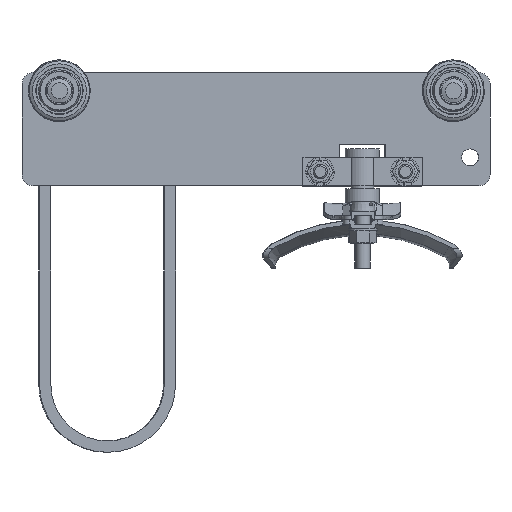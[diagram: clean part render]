
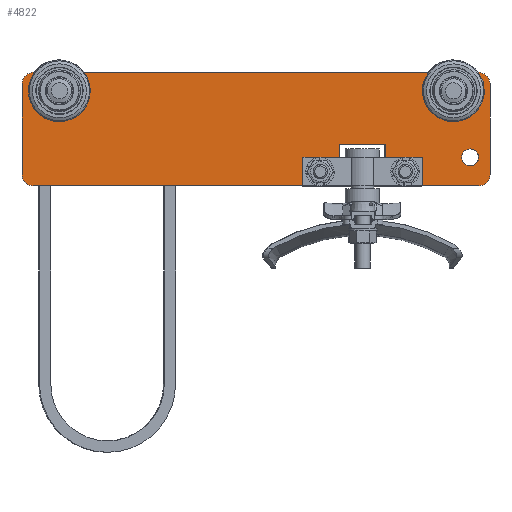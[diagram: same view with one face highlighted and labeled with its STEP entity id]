
A CAD part, front view. The second image highlights one B-rep face of the part: STEP entity #4822.
In plain terms, the highlighted face is planar.
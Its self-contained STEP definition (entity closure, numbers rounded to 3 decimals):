
#4822=ADVANCED_FACE('NONE',(#7432,#7433,#7434,#7435,#7436,#7437),#7438,.F.);
#7432=FACE_OUTER_BOUND('',#12247,.T.);
#7433=FACE_BOUND('',#12248,.T.);
#7434=FACE_BOUND('',#12249,.T.);
#7435=FACE_BOUND('',#12250,.T.);
#7436=FACE_BOUND('',#12251,.T.);
#7437=FACE_BOUND('',#12252,.T.);
#7438=PLANE('',#12253);
#12247=EDGE_LOOP('',(#21032,#21033,#21034,#21035,#21036,#21037,#21038,#21039,#21040,#21041,#21042,#21043,#21044,#21045,#21046,#21047));
#12248=EDGE_LOOP('',(#21048));
#12249=EDGE_LOOP('',(#21049));
#12250=EDGE_LOOP('',(#21050));
#12251=EDGE_LOOP('',(#21051));
#12252=EDGE_LOOP('',(#21052));
#12253=AXIS2_PLACEMENT_3D('',#21053,#21054,#21055);
#21032=ORIENTED_EDGE('',*,*,#24994,.T.);
#21033=ORIENTED_EDGE('',*,*,#24954,.T.);
#21034=ORIENTED_EDGE('',*,*,#24995,.T.);
#21035=ORIENTED_EDGE('',*,*,#24996,.T.);
#21036=ORIENTED_EDGE('',*,*,#24948,.T.);
#21037=ORIENTED_EDGE('',*,*,#24303,.T.);
#21038=ORIENTED_EDGE('',*,*,#24118,.T.);
#21039=ORIENTED_EDGE('',*,*,#24997,.T.);
#21040=ORIENTED_EDGE('',*,*,#24998,.T.);
#21041=ORIENTED_EDGE('',*,*,#23905,.T.);
#21042=ORIENTED_EDGE('',*,*,#24397,.T.);
#21043=ORIENTED_EDGE('',*,*,#24999,.T.);
#21044=ORIENTED_EDGE('',*,*,#24287,.T.);
#21045=ORIENTED_EDGE('',*,*,#25000,.T.);
#21046=ORIENTED_EDGE('',*,*,#25001,.T.);
#21047=ORIENTED_EDGE('',*,*,#24160,.T.);
#21048=ORIENTED_EDGE('',*,*,#25002,.F.);
#21049=ORIENTED_EDGE('',*,*,#24535,.F.);
#21050=ORIENTED_EDGE('',*,*,#25003,.F.);
#21051=ORIENTED_EDGE('',*,*,#25004,.F.);
#21052=ORIENTED_EDGE('',*,*,#23763,.F.);
#21053=CARTESIAN_POINT('',(82.5,20.,0.));
#21054=DIRECTION('',(0.,0.,-1.));
#21055=DIRECTION('',(0.,-1.,0.));
#23763=EDGE_CURVE('NONE',#26365,#26365,#26366,.T.);
#23905=EDGE_CURVE('NONE',#26618,#26619,#26620,.T.);
#24118=EDGE_CURVE('NONE',#26983,#26984,#26985,.T.);
#24160=EDGE_CURVE('NONE',#27052,#27050,#27053,.T.);
#24287=EDGE_CURVE('NONE',#27270,#27271,#27272,.T.);
#24303=EDGE_CURVE('NONE',#27297,#26983,#27298,.T.);
#24397=EDGE_CURVE('NONE',#26619,#27451,#27453,.T.);
#24535=EDGE_CURVE('NONE',#27678,#27678,#27679,.T.);
#24948=EDGE_CURVE('NONE',#28310,#27297,#28311,.T.);
#24954=EDGE_CURVE('NONE',#28321,#28319,#28322,.T.);
#24994=EDGE_CURVE('NONE',#27050,#28321,#28380,.T.);
#24995=EDGE_CURVE('NONE',#28319,#28381,#28382,.T.);
#24996=EDGE_CURVE('NONE',#28381,#28310,#28383,.T.);
#24997=EDGE_CURVE('NONE',#26984,#28384,#28385,.T.);
#24998=EDGE_CURVE('NONE',#28384,#26618,#28386,.T.);
#24999=EDGE_CURVE('NONE',#27451,#27270,#28387,.T.);
#25000=EDGE_CURVE('NONE',#27271,#28388,#28389,.T.);
#25001=EDGE_CURVE('NONE',#28388,#27052,#28390,.T.);
#25002=EDGE_CURVE('NONE',#28391,#28391,#28392,.T.);
#25003=EDGE_CURVE('NONE',#28393,#28393,#28394,.T.);
#25004=EDGE_CURVE('NONE',#28395,#28395,#28396,.T.);
#26365=VERTEX_POINT('',#30610);
#26366=CIRCLE('',#30611,3.);
#26618=VERTEX_POINT('NONE',#31255);
#26619=VERTEX_POINT('NONE',#31256);
#26620=LINE('',#31257,#31258);
#26983=VERTEX_POINT('NONE',#32043);
#26984=VERTEX_POINT('NONE',#32044);
#26985=LINE('',#32045,#32046);
#27050=VERTEX_POINT('NONE',#32194);
#27052=VERTEX_POINT('NONE',#32197);
#27053=CIRCLE('',#32198,4.);
#27270=VERTEX_POINT('NONE',#32566);
#27271=VERTEX_POINT('NONE',#32567);
#27272=LINE('',#32568,#32569);
#27297=VERTEX_POINT('NONE',#32612);
#27298=LINE('',#32613,#32614);
#27451=VERTEX_POINT('NONE',#32982);
#27453=LINE('',#32985,#32986);
#27678=VERTEX_POINT('',#33476);
#27679=CIRCLE('',#33477,2.6);
#28310=VERTEX_POINT('NONE',#34769);
#28311=LINE('',#34770,#34771);
#28319=VERTEX_POINT('NONE',#34781);
#28321=VERTEX_POINT('NONE',#34784);
#28322=CIRCLE('',#34785,4.);
#28380=LINE('',#34919,#34920);
#28381=VERTEX_POINT('NONE',#34921);
#28382=LINE('',#34922,#34923);
#28383=LINE('',#34924,#34925);
#28384=VERTEX_POINT('NONE',#34926);
#28385=LINE('',#34927,#34928);
#28386=LINE('',#34929,#34930);
#28387=CIRCLE('',#34931,4.);
#28388=VERTEX_POINT('NONE',#34932);
#28389=CIRCLE('',#34933,4.);
#28390=LINE('',#34934,#34935);
#28391=VERTEX_POINT('',#34936);
#28392=CIRCLE('',#34937,2.6);
#28393=VERTEX_POINT('',#34938);
#28394=CIRCLE('',#34939,3.);
#28395=VERTEX_POINT('',#34940);
#28396=CIRCLE('',#34941,3.);
#30610=CARTESIAN_POINT('',(-66.5,13.5,0.));
#30611=AXIS2_PLACEMENT_3D('',#39121,#39122,#39123);
#31255=CARTESIAN_POINT('',(41.6,-10.,0.));
#31256=CARTESIAN_POINT('',(41.6,-20.,0.));
#31257=CARTESIAN_POINT('',(41.6,-20.,0.));
#31258=VECTOR('',#39190,1.);
#32043=CARTESIAN_POINT('',(29.5,-5.3,0.));
#32044=CARTESIAN_POINT('',(45.5,-5.3,0.));
#32045=CARTESIAN_POINT('',(29.5,-5.3,0.));
#32046=VECTOR('',#39387,1.);
#32194=CARTESIAN_POINT('',(-82.5,16.,0.));
#32197=CARTESIAN_POINT('',(-78.5,20.,0.));
#32198=AXIS2_PLACEMENT_3D('',#39414,#39415,#39416);
#32566=CARTESIAN_POINT('',(82.5,-16.,0.));
#32567=CARTESIAN_POINT('',(82.5,16.,0.));
#32568=CARTESIAN_POINT('',(82.5,-20.,0.));
#32569=VECTOR('',#39537,1.);
#32612=CARTESIAN_POINT('',(29.5,-10.,0.));
#32613=CARTESIAN_POINT('',(29.5,-10.,0.));
#32614=VECTOR('',#39557,1.);
#32982=CARTESIAN_POINT('',(78.5,-20.,0.));
#32985=CARTESIAN_POINT('',(41.6,-20.,0.));
#32986=VECTOR('',#39621,1.);
#33476=CARTESIAN_POINT('',(25.1,-15.,0.));
#33477=AXIS2_PLACEMENT_3D('',#39726,#39727,#39728);
#34769=CARTESIAN_POINT('',(33.4,-10.,0.));
#34770=CARTESIAN_POINT('',(33.4,-10.,0.));
#34771=VECTOR('',#40099,1.);
#34781=CARTESIAN_POINT('',(-78.5,-20.,0.));
#34784=CARTESIAN_POINT('',(-82.5,-16.,0.));
#34785=AXIS2_PLACEMENT_3D('',#40106,#40107,#40108);
#34919=CARTESIAN_POINT('',(-82.5,-20.,0.));
#34920=VECTOR('',#40132,1.);
#34921=CARTESIAN_POINT('',(33.4,-20.,0.));
#34922=CARTESIAN_POINT('',(-82.5,-20.,0.));
#34923=VECTOR('',#40133,1.);
#34924=CARTESIAN_POINT('',(33.4,-20.,0.));
#34925=VECTOR('',#40134,1.);
#34926=CARTESIAN_POINT('',(45.5,-10.,0.));
#34927=CARTESIAN_POINT('',(45.5,-10.,0.));
#34928=VECTOR('',#40135,1.);
#34929=CARTESIAN_POINT('',(41.6,-10.,0.));
#34930=VECTOR('',#40136,1.);
#34931=AXIS2_PLACEMENT_3D('',#40137,#40138,#40139);
#34932=CARTESIAN_POINT('',(78.5,20.,0.));
#34933=AXIS2_PLACEMENT_3D('',#40140,#40141,#40142);
#34934=CARTESIAN_POINT('',(-82.5,20.,0.));
#34935=VECTOR('',#40143,1.);
#34936=CARTESIAN_POINT('',(49.9,-15.,0.));
#34937=AXIS2_PLACEMENT_3D('',#40144,#40145,#40146);
#34938=CARTESIAN_POINT('',(78.5,-10.,0.));
#34939=AXIS2_PLACEMENT_3D('',#40147,#40148,#40149);
#34940=CARTESIAN_POINT('',(66.5,13.5,0.));
#34941=AXIS2_PLACEMENT_3D('',#40150,#40151,#40152);
#39121=CARTESIAN_POINT('',(-69.5,13.5,0.));
#39122=DIRECTION('',(0.,0.,1.));
#39123=DIRECTION('',(1.,0.,0.));
#39190=DIRECTION('',(0.,-1.,0.));
#39387=DIRECTION('',(1.,0.,0.));
#39414=CARTESIAN_POINT('',(-78.5,16.,0.));
#39415=DIRECTION('',(0.,0.,1.));
#39416=DIRECTION('',(-1.,0.,0.));
#39537=DIRECTION('',(0.,1.,0.));
#39557=DIRECTION('',(0.,1.,0.));
#39621=DIRECTION('',(1.,0.,0.));
#39726=CARTESIAN_POINT('',(22.5,-15.,0.));
#39727=DIRECTION('',(0.,0.,1.));
#39728=DIRECTION('',(1.,0.,0.));
#40099=DIRECTION('',(-1.,0.,0.));
#40106=CARTESIAN_POINT('',(-78.5,-16.,0.));
#40107=DIRECTION('',(0.,0.,1.));
#40108=DIRECTION('',(-1.,0.,0.));
#40132=DIRECTION('',(0.,-1.,0.));
#40133=DIRECTION('',(1.,0.,0.));
#40134=DIRECTION('',(0.,1.,0.));
#40135=DIRECTION('',(0.,-1.,0.));
#40136=DIRECTION('',(-1.,0.,0.));
#40137=CARTESIAN_POINT('',(78.5,-16.,0.));
#40138=DIRECTION('',(0.,0.,1.));
#40139=DIRECTION('',(-1.,0.,0.));
#40140=CARTESIAN_POINT('',(78.5,16.,0.));
#40141=DIRECTION('',(0.,0.,1.));
#40142=DIRECTION('',(-1.,0.,0.));
#40143=DIRECTION('',(-1.,0.,0.));
#40144=CARTESIAN_POINT('',(52.5,-15.,0.));
#40145=DIRECTION('',(0.,0.,1.));
#40146=DIRECTION('',(-1.,0.,0.));
#40147=CARTESIAN_POINT('',(75.5,-10.,0.));
#40148=DIRECTION('',(0.,0.,1.));
#40149=DIRECTION('',(1.,0.,0.));
#40150=CARTESIAN_POINT('',(69.5,13.5,0.));
#40151=DIRECTION('',(0.,0.,1.));
#40152=DIRECTION('',(-1.,0.,0.));
